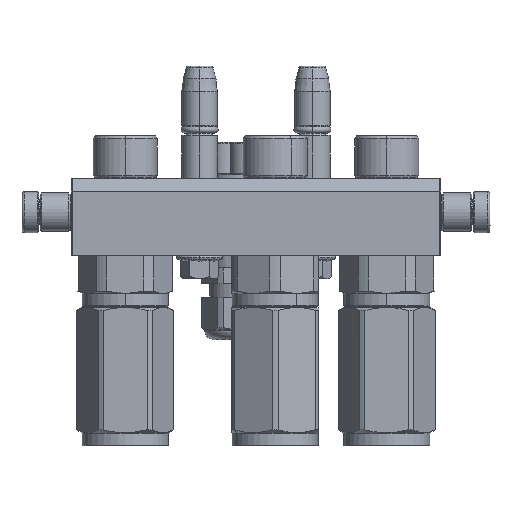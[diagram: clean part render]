
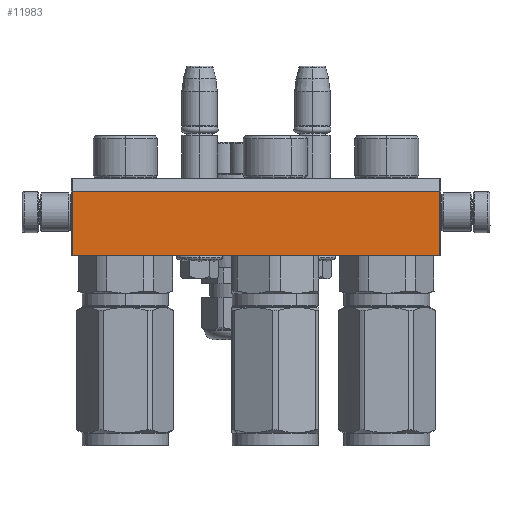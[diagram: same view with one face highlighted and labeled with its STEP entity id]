
A CAD part, left-side view. The second image highlights one B-rep face of the part: STEP entity #11983.
In plain terms, the highlighted face is planar.
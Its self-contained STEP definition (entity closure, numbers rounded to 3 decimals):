
#375 = ORIENTED_EDGE ( 'NONE', *, *, #29952, .T. ) ;
#2575 = VECTOR ( 'NONE', #10777, 1000. ) ;
#4270 = ORIENTED_EDGE ( 'NONE', *, *, #42928, .F. ) ;
#10777 = DIRECTION ( 'NONE',  ( -1., 0., 0. ) ) ;
#11983 = ADVANCED_FACE ( 'NONE', ( #49474 ), #23303, .T. ) ;
#16003 = DIRECTION ( 'NONE',  ( -1., 0., 0. ) ) ;
#17522 = VERTEX_POINT ( 'NONE', #61418 ) ;
#18836 = CARTESIAN_POINT ( 'NONE',  ( 144., 0., -90. ) ) ;
#19899 = CARTESIAN_POINT ( 'NONE',  ( 143.5, 5., -90. ) ) ;
#20421 = CARTESIAN_POINT ( 'NONE',  ( 143.5, 30., -90. ) ) ;
#23303 = PLANE ( 'NONE',  #37174 ) ;
#23376 = VERTEX_POINT ( 'NONE', #36818 ) ;
#28068 = DIRECTION ( 'NONE',  ( 0., 1., 0. ) ) ;
#28618 = DIRECTION ( 'NONE',  ( 0., 0., -1. ) ) ;
#29952 = EDGE_CURVE ( 'NONE', #23376, #38253, #51300, .T. ) ;
#31454 = VERTEX_POINT ( 'NONE', #53496 ) ;
#35624 = EDGE_CURVE ( 'NONE', #17522, #23376, #50214, .T. ) ;
#35680 = CARTESIAN_POINT ( 'NONE',  ( 143.5, 5., -90. ) ) ;
#36818 = CARTESIAN_POINT ( 'NONE',  ( 0.5, 5., -90. ) ) ;
#37174 = AXIS2_PLACEMENT_3D ( 'NONE', #18836, #28618, #43770 ) ;
#38253 = VERTEX_POINT ( 'NONE', #56631 ) ;
#38340 = LINE ( 'NONE', #19899, #63945 ) ;
#42928 = EDGE_CURVE ( 'NONE', #31454, #38253, #52048, .T. ) ;
#43238 = ORIENTED_EDGE ( 'NONE', *, *, #44882, .F. ) ;
#43770 = DIRECTION ( 'NONE',  ( -1., 0., 0. ) ) ;
#44882 = EDGE_CURVE ( 'NONE', #17522, #31454, #38340, .T. ) ;
#49474 = FACE_OUTER_BOUND ( 'NONE', #54206, .T. ) ;
#50214 = LINE ( 'NONE', #35680, #63793 ) ;
#50871 = DIRECTION ( 'NONE',  ( 0., 1., 0. ) ) ;
#51300 = LINE ( 'NONE', #58655, #63326 ) ;
#52048 = LINE ( 'NONE', #20421, #2575 ) ;
#53496 = CARTESIAN_POINT ( 'NONE',  ( 143.5, 30., -90. ) ) ;
#54206 = EDGE_LOOP ( 'NONE', ( #4270, #43238, #65585, #375 ) ) ;
#56631 = CARTESIAN_POINT ( 'NONE',  ( 0.5, 30., -90. ) ) ;
#58655 = CARTESIAN_POINT ( 'NONE',  ( 0.5, 5., -90. ) ) ;
#61418 = CARTESIAN_POINT ( 'NONE',  ( 143.5, 5., -90. ) ) ;
#63326 = VECTOR ( 'NONE', #28068, 1000. ) ;
#63793 = VECTOR ( 'NONE', #16003, 1000. ) ;
#63945 = VECTOR ( 'NONE', #50871, 1000. ) ;
#65585 = ORIENTED_EDGE ( 'NONE', *, *, #35624, .T. ) ;
